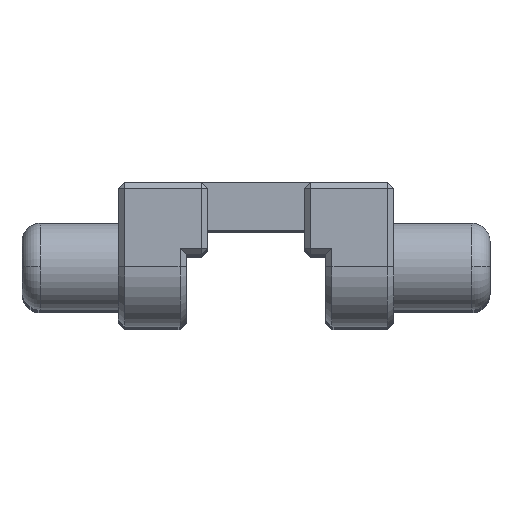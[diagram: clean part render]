
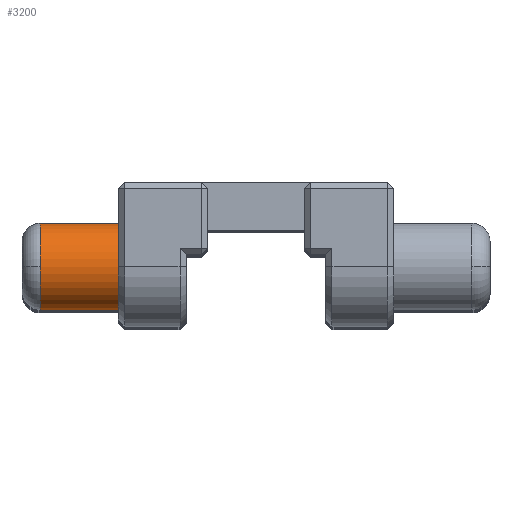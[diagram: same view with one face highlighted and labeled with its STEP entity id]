
A CAD part, top view. The second image highlights one B-rep face of the part: STEP entity #3200.
In plain terms, the highlighted cylindrical face has radius 1.8 mm (diameter 3.6 mm), a partial arc.
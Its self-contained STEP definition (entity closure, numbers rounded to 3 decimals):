
#212 = DIRECTION ( 'NONE',  ( 0., 0., 1. ) ) ;
#500 = ORIENTED_EDGE ( 'NONE', *, *, #2629, .T. ) ;
#570 = CARTESIAN_POINT ( 'NONE',  ( -7.925, 1.71, 2.5 ) ) ;
#599 = LINE ( 'NONE', #1912, #9273 ) ;
#1340 = CARTESIAN_POINT ( 'NONE',  ( -4.675, -0.09, 2.5 ) ) ;
#1418 = CARTESIAN_POINT ( 'NONE',  ( -8.675, 3.51, 2.5 ) ) ;
#1516 = DIRECTION ( 'NONE',  ( -1., 0., 0. ) ) ;
#1912 = CARTESIAN_POINT ( 'NONE',  ( -8.675, -0.09, 2.5 ) ) ;
#2285 = VERTEX_POINT ( 'NONE', #12864 ) ;
#2307 = CARTESIAN_POINT ( 'NONE',  ( -7.925, 1.71, 4.3 ) ) ;
#2520 = CYLINDRICAL_SURFACE ( 'NONE', #9831, 1.8 ) ;
#2629 = EDGE_CURVE ( 'NONE', #15345, #4321, #15459, .T. ) ;
#2641 = LINE ( 'NONE', #1418, #9013 ) ;
#2835 = CARTESIAN_POINT ( 'NONE',  ( -7.925, -0.09, 2.5 ) ) ;
#2865 = DIRECTION ( 'NONE',  ( 0., 0., 1. ) ) ;
#2907 = CARTESIAN_POINT ( 'NONE',  ( -4.675, 1.71, 2.5 ) ) ;
#3200 = ADVANCED_FACE ( 'NONE', ( #13775 ), #2520, .T. ) ;
#4321 = VERTEX_POINT ( 'NONE', #4371 ) ;
#4371 = CARTESIAN_POINT ( 'NONE',  ( -4.675, 3.51, 2.5 ) ) ;
#4459 = CIRCLE ( 'NONE', #13624, 1.8 ) ;
#4475 = AXIS2_PLACEMENT_3D ( 'NONE', #6449, #11452, #212 ) ;
#5291 = DIRECTION ( 'NONE',  ( 0., 0., 1. ) ) ;
#5502 = ORIENTED_EDGE ( 'NONE', *, *, #10563, .T. ) ;
#5789 = CIRCLE ( 'NONE', #4475, 1.8 ) ;
#5906 = DIRECTION ( 'NONE',  ( 1., 0., 0. ) ) ;
#6361 = EDGE_LOOP ( 'NONE', ( #10409, #6502, #5502, #12588, #500 ) ) ;
#6449 = CARTESIAN_POINT ( 'NONE',  ( -7.925, 1.71, 2.5 ) ) ;
#6502 = ORIENTED_EDGE ( 'NONE', *, *, #7418, .T. ) ;
#6671 = DIRECTION ( 'NONE',  ( 1., 0., 0. ) ) ;
#7418 = EDGE_CURVE ( 'NONE', #2285, #7986, #4459, .T. ) ;
#7986 = VERTEX_POINT ( 'NONE', #2307 ) ;
#8120 = EDGE_CURVE ( 'NONE', #2285, #4321, #2641, .T. ) ;
#9013 = VECTOR ( 'NONE', #11429, 1000. ) ;
#9273 = VECTOR ( 'NONE', #6671, 1000. ) ;
#9664 = DIRECTION ( 'NONE',  ( 0., 0., -1. ) ) ;
#9831 = AXIS2_PLACEMENT_3D ( 'NONE', #10901, #5906, #9664 ) ;
#10409 = ORIENTED_EDGE ( 'NONE', *, *, #8120, .F. ) ;
#10563 = EDGE_CURVE ( 'NONE', #7986, #16105, #5789, .T. ) ;
#10901 = CARTESIAN_POINT ( 'NONE',  ( -8.675, 1.71, 2.5 ) ) ;
#11429 = DIRECTION ( 'NONE',  ( 1., 0., 0. ) ) ;
#11452 = DIRECTION ( 'NONE',  ( 1., 0., 0. ) ) ;
#12570 = AXIS2_PLACEMENT_3D ( 'NONE', #2907, #1516, #5291 ) ;
#12588 = ORIENTED_EDGE ( 'NONE', *, *, #15607, .T. ) ;
#12864 = CARTESIAN_POINT ( 'NONE',  ( -7.925, 3.51, 2.5 ) ) ;
#13624 = AXIS2_PLACEMENT_3D ( 'NONE', #570, #14111, #2865 ) ;
#13775 = FACE_OUTER_BOUND ( 'NONE', #6361, .T. ) ;
#14111 = DIRECTION ( 'NONE',  ( 1., 0., 0. ) ) ;
#15345 = VERTEX_POINT ( 'NONE', #1340 ) ;
#15459 = CIRCLE ( 'NONE', #12570, 1.8 ) ;
#15607 = EDGE_CURVE ( 'NONE', #16105, #15345, #599, .T. ) ;
#16105 = VERTEX_POINT ( 'NONE', #2835 ) ;
